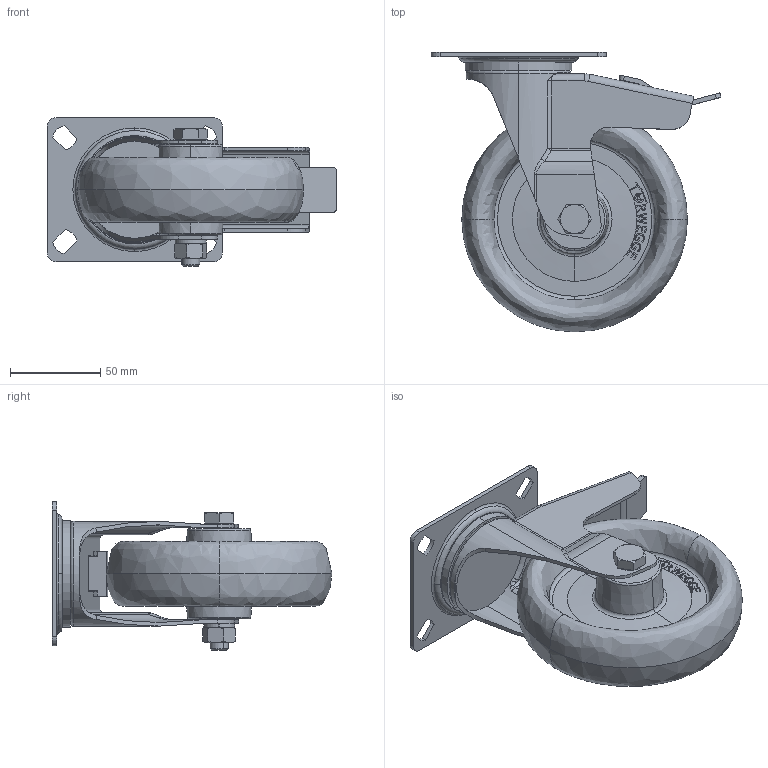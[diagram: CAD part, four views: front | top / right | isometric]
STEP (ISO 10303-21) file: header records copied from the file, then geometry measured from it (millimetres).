
FILE_DESCRIPTION (( 'STEP AP214' ), '1' );
FILE_NAME ('0023406.step', '2022-10-07T09:41:05', ( '' ), ( '' ), 'SwSTEP 2.0', 'SolidWorks 2020', '' );
FILE_SCHEMA (( 'AUTOMOTIVE_DESIGN' ));
Length unit declared in the file: millimetre
Products named in the file (1): 0023406
Bounding box: 160.5 x 155 x 82.5 mm (x, y, z)
Volume: 327537.8 mm3; surface area: 104042.2 mm2
Topology: 19 solids, 19 shells, 449 faces, 1086 edges, 684 vertices
Faces by surface type: plane 207, cylinder 97, bspline 55, torus 48, cone 38, sphere 4
Entity records: 19529 total; most frequent: CARTESIAN_POINT 4134, ORIENTED_EDGE 2164, DIRECTION 2054, EDGE_CURVE 1082, AXIS2_PLACEMENT_3D 742, VERTEX_POINT 684, VECTOR 570, LINE 570
